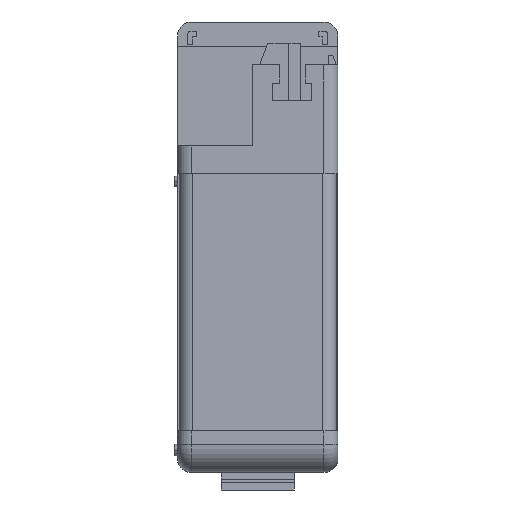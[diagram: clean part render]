
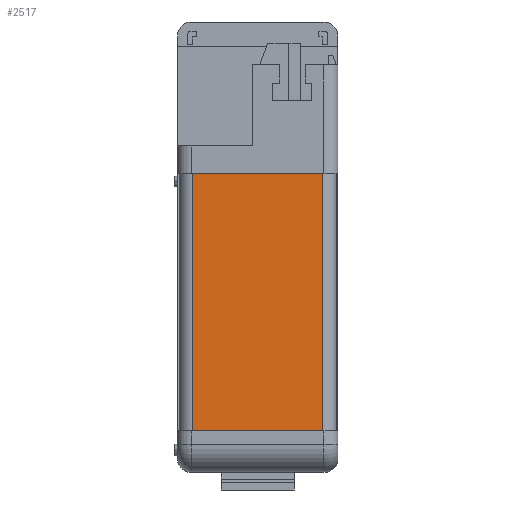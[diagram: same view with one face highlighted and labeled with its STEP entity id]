
A CAD part, front view. The second image highlights one B-rep face of the part: STEP entity #2517.
In plain terms, the highlighted planar face has unit normal (0, -1, 0).
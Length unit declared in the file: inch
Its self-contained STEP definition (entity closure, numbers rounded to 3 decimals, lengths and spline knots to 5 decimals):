
#458 = CARTESIAN_POINT ( 'NONE',  ( -0.5775, -2.9375, -1.63 ) ) ;
#2517 = ADVANCED_FACE ( 'NONE', ( #16466 ), #9648, .T. ) ;
#2750 = VECTOR ( 'NONE', #10262, 39.37008 ) ;
#2798 = EDGE_CURVE ( 'NONE', #10497, #5179, #12801, .T. ) ;
#4540 = VECTOR ( 'NONE', #18316, 39.37008 ) ;
#5179 = VERTEX_POINT ( 'NONE', #458 ) ;
#6140 = VECTOR ( 'NONE', #16910, 39.37008 ) ;
#6319 = VERTEX_POINT ( 'NONE', #18441 ) ;
#6487 = ORIENTED_EDGE ( 'NONE', *, *, #2798, .F. ) ;
#6845 = DIRECTION ( 'NONE',  ( 0., -1., 0. ) ) ;
#7350 = LINE ( 'NONE', #19626, #2750 ) ;
#8022 = AXIS2_PLACEMENT_3D ( 'NONE', #16179, #6845, #17767 ) ;
#8692 = ORIENTED_EDGE ( 'NONE', *, *, #18319, .T. ) ;
#9644 = EDGE_LOOP ( 'NONE', ( #6487, #14485, #10496, #8692 ) ) ;
#9648 = PLANE ( 'NONE',  #8022 ) ;
#10262 = DIRECTION ( 'NONE',  ( 0., 0., -1. ) ) ;
#10496 = ORIENTED_EDGE ( 'NONE', *, *, #17602, .T. ) ;
#10497 = VERTEX_POINT ( 'NONE', #13219 ) ;
#12801 = LINE ( 'NONE', #19872, #4540 ) ;
#13219 = CARTESIAN_POINT ( 'NONE',  ( 0.5775, -2.9375, -1.63 ) ) ;
#14393 = LINE ( 'NONE', #15308, #6140 ) ;
#14485 = ORIENTED_EDGE ( 'NONE', *, *, #18444, .F. ) ;
#14597 = CARTESIAN_POINT ( 'NONE',  ( 0.5775, -2.9375, 0.655 ) ) ;
#14958 = VERTEX_POINT ( 'NONE', #19619 ) ;
#15308 = CARTESIAN_POINT ( 'NONE',  ( 0.5775, -2.9375, 0.655 ) ) ;
#15945 = VECTOR ( 'NONE', #19320, 39.37008 ) ;
#16179 = CARTESIAN_POINT ( 'NONE',  ( 0.5775, -2.9375, 0.655 ) ) ;
#16466 = FACE_OUTER_BOUND ( 'NONE', #9644, .T. ) ;
#16910 = DIRECTION ( 'NONE',  ( 0., 0., -1. ) ) ;
#17602 = EDGE_CURVE ( 'NONE', #14958, #6319, #17921, .T. ) ;
#17767 = DIRECTION ( 'NONE',  ( 0., 0., -1. ) ) ;
#17921 = LINE ( 'NONE', #14597, #15945 ) ;
#18316 = DIRECTION ( 'NONE',  ( -1., 0., 0. ) ) ;
#18319 = EDGE_CURVE ( 'NONE', #6319, #5179, #7350, .T. ) ;
#18441 = CARTESIAN_POINT ( 'NONE',  ( -0.5775, -2.9375, 0.655 ) ) ;
#18444 = EDGE_CURVE ( 'NONE', #14958, #10497, #14393, .T. ) ;
#19320 = DIRECTION ( 'NONE',  ( -1., 0., 0. ) ) ;
#19619 = CARTESIAN_POINT ( 'NONE',  ( 0.5775, -2.9375, 0.655 ) ) ;
#19626 = CARTESIAN_POINT ( 'NONE',  ( -0.5775, -2.9375, 0.655 ) ) ;
#19872 = CARTESIAN_POINT ( 'NONE',  ( 0.5775, -2.9375, -1.63 ) ) ;
